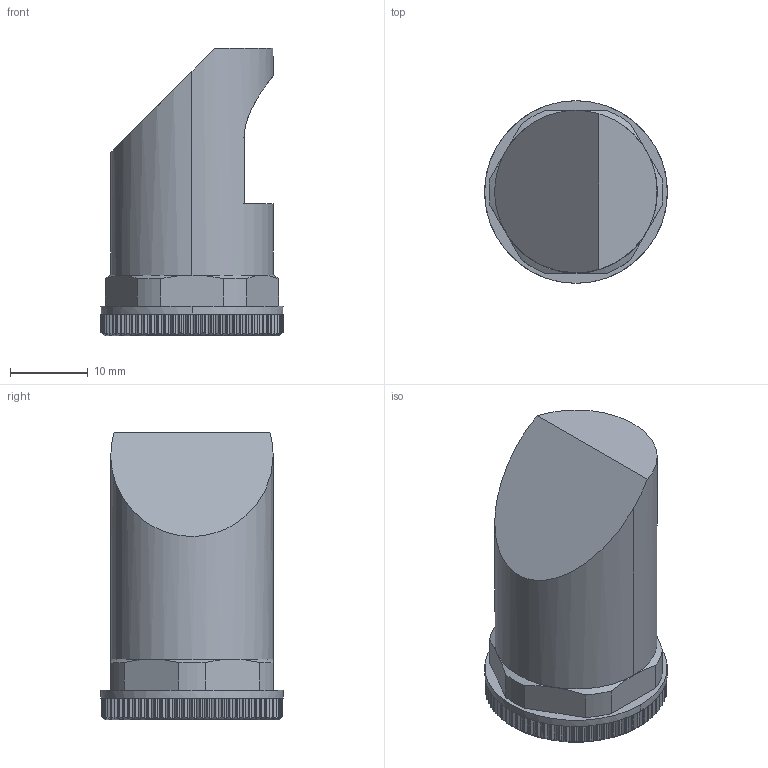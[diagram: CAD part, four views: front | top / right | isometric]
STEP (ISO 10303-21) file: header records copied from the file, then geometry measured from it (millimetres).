
FILE_DESCRIPTION (( 'STEP AP214' ), '1' );
FILE_NAME ('ST03.step', '2018-04-12T21:10:43', ( '' ), ( '' ), 'SwSTEP 2.0', 'SolidWorks 2017', '' );
FILE_SCHEMA (( 'AUTOMOTIVE_DESIGN' ));
Length unit declared in the file: inch
Products named in the file (1): ST03
Bounding box: 23.5 x 23.5 x 37 mm (x, y, z)
Volume: 5524.1 mm3; surface area: 4268.4 mm2
Topology: 1 solids, 1 shells, 347 faces, 1011 edges, 670 vertices
Faces by surface type: cylinder 170, plane 165, cone 12
Entity records: 13135 total; most frequent: CARTESIAN_POINT 4342, ORIENTED_EDGE 2022, DIRECTION 1579, EDGE_CURVE 1011, VERTEX_POINT 670, AXIS2_PLACEMENT_3D 543, VECTOR 493, LINE 493
